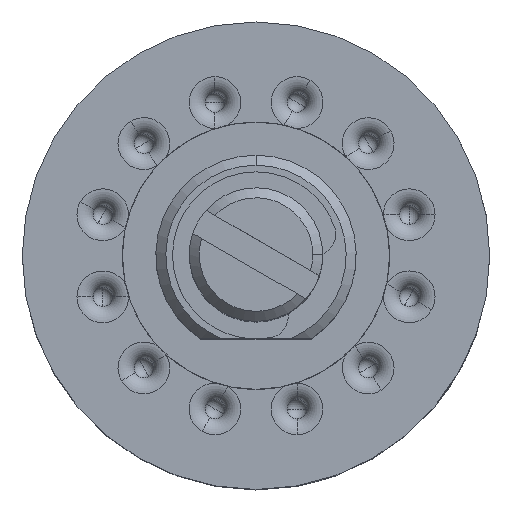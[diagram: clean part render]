
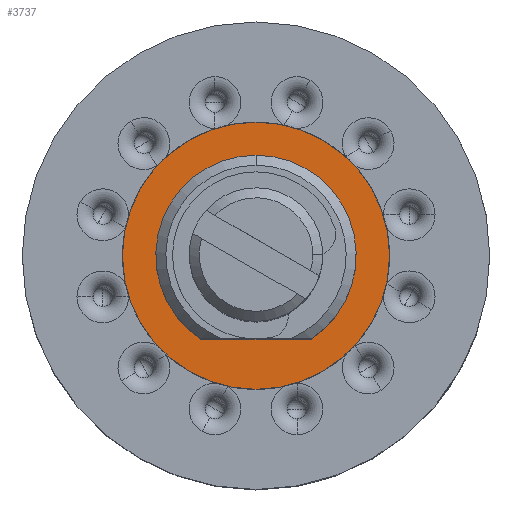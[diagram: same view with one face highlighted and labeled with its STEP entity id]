
A CAD part, top view. The second image highlights one B-rep face of the part: STEP entity #3737.
In plain terms, the highlighted planar face has unit normal (0, 0, 1).
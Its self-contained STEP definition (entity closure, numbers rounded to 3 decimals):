
#553 = DIRECTION ( 'NONE',  ( 0., 0., 1. ) ) ;
#1098 = DIRECTION ( 'NONE',  ( -1., 0., 0. ) ) ;
#1361 = CARTESIAN_POINT ( 'NONE',  ( 0., 0., 0. ) ) ;
#1562 = CARTESIAN_POINT ( 'NONE',  ( 0., 4., 0. ) ) ;
#1857 = VERTEX_POINT ( 'NONE', #17299 ) ;
#2160 = AXIS2_PLACEMENT_3D ( 'NONE', #11930, #6456, #5061 ) ;
#2174 = VERTEX_POINT ( 'NONE', #2716 ) ;
#2700 = DIRECTION ( 'NONE',  ( 0., -1., 0. ) ) ;
#2716 = CARTESIAN_POINT ( 'NONE',  ( 0., -4., 0. ) ) ;
#3447 = AXIS2_PLACEMENT_3D ( 'NONE', #17775, #10755, #2700 ) ;
#3737 = ADVANCED_FACE ( 'NONE', ( #9000, #5593 ), #10842, .T. ) ;
#3913 = EDGE_LOOP ( 'NONE', ( #4534, #17567 ) ) ;
#4350 = CIRCLE ( 'NONE', #3447, 4. ) ;
#4534 = ORIENTED_EDGE ( 'NONE', *, *, #12360, .T. ) ;
#5061 = DIRECTION ( 'NONE',  ( 0., -1., 0. ) ) ;
#5593 = FACE_OUTER_BOUND ( 'NONE', #3913, .T. ) ;
#6075 = CIRCLE ( 'NONE', #17365, 3. ) ;
#6110 = EDGE_CURVE ( 'NONE', #1857, #6179, #14717, .T. ) ;
#6179 = VERTEX_POINT ( 'NONE', #16120 ) ;
#6426 = VERTEX_POINT ( 'NONE', #1562 ) ;
#6456 = DIRECTION ( 'NONE',  ( 0., 0., 1. ) ) ;
#6616 = CARTESIAN_POINT ( 'NONE',  ( -1.658, -2.5, 0. ) ) ;
#6860 = CARTESIAN_POINT ( 'NONE',  ( 0., -2.5, 0. ) ) ;
#6999 = EDGE_LOOP ( 'NONE', ( #16412, #13216, #11507 ) ) ;
#7395 = LINE ( 'NONE', #6860, #17079 ) ;
#7651 = EDGE_CURVE ( 'NONE', #2174, #6426, #4350, .T. ) ;
#8485 = DIRECTION ( 'NONE',  ( 0., -1., 0. ) ) ;
#8784 = CIRCLE ( 'NONE', #9325, 4. ) ;
#8964 = CARTESIAN_POINT ( 'NONE',  ( 0., 0., 0. ) ) ;
#9000 = FACE_BOUND ( 'NONE', #6999, .T. ) ;
#9325 = AXIS2_PLACEMENT_3D ( 'NONE', #11408, #553, #10090 ) ;
#10090 = DIRECTION ( 'NONE',  ( 0., -1., 0. ) ) ;
#10755 = DIRECTION ( 'NONE',  ( 0., 0., 1. ) ) ;
#10842 = PLANE ( 'NONE',  #11859 ) ;
#11151 = EDGE_CURVE ( 'NONE', #6179, #15603, #6075, .T. ) ;
#11408 = CARTESIAN_POINT ( 'NONE',  ( 0., 0., 0. ) ) ;
#11507 = ORIENTED_EDGE ( 'NONE', *, *, #6110, .F. ) ;
#11859 = AXIS2_PLACEMENT_3D ( 'NONE', #1361, #16692, #8485 ) ;
#11930 = CARTESIAN_POINT ( 'NONE',  ( 0., 0., 0. ) ) ;
#12360 = EDGE_CURVE ( 'NONE', #6426, #2174, #8784, .T. ) ;
#13216 = ORIENTED_EDGE ( 'NONE', *, *, #11151, .F. ) ;
#13759 = EDGE_CURVE ( 'NONE', #1857, #15603, #7395, .T. ) ;
#14611 = DIRECTION ( 'NONE',  ( 0., 0., 1. ) ) ;
#14717 = CIRCLE ( 'NONE', #2160, 3. ) ;
#15603 = VERTEX_POINT ( 'NONE', #6616 ) ;
#16120 = CARTESIAN_POINT ( 'NONE',  ( 0., 3., 0. ) ) ;
#16412 = ORIENTED_EDGE ( 'NONE', *, *, #13759, .T. ) ;
#16692 = DIRECTION ( 'NONE',  ( 0., 0., 1. ) ) ;
#17079 = VECTOR ( 'NONE', #1098, 1000. ) ;
#17299 = CARTESIAN_POINT ( 'NONE',  ( 1.658, -2.5, 0. ) ) ;
#17323 = DIRECTION ( 'NONE',  ( 0., -1., 0. ) ) ;
#17365 = AXIS2_PLACEMENT_3D ( 'NONE', #8964, #14611, #17323 ) ;
#17567 = ORIENTED_EDGE ( 'NONE', *, *, #7651, .T. ) ;
#17775 = CARTESIAN_POINT ( 'NONE',  ( 0., 0., 0. ) ) ;
